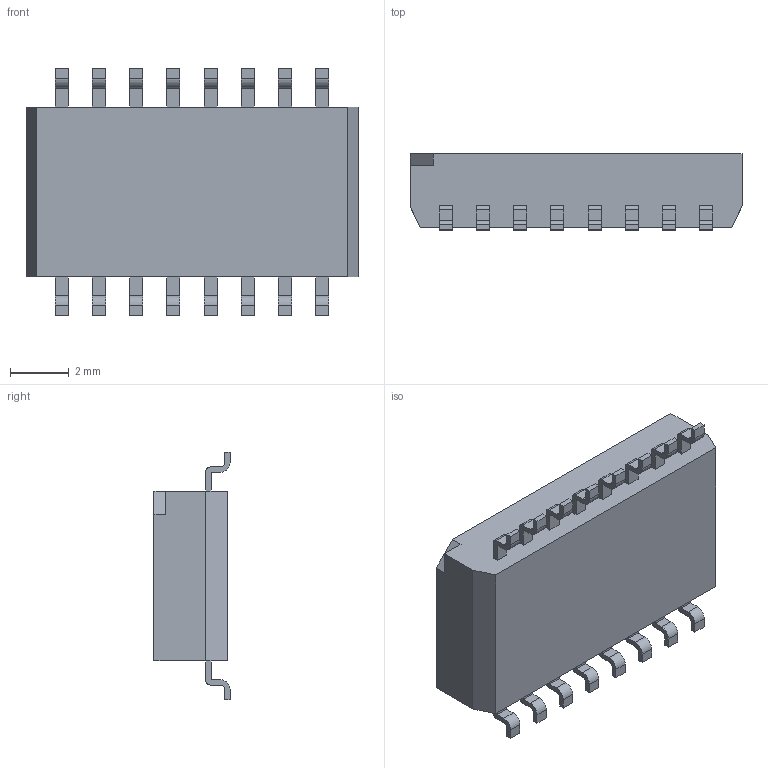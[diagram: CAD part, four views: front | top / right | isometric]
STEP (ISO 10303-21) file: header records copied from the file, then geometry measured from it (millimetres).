
FILE_DESCRIPTION (( 'STEP AP214' ), '1' );
FILE_NAME ('218-8LPST.STEP', '2016-01-25T07:05:54', ( '' ), ( '' ), 'SwSTEP 2.0', 'SolidWorks 2011', '' );
FILE_SCHEMA (( 'AUTOMOTIVE_DESIGN' ));
Length unit declared in the file: millimetre
Products named in the file (1): 218-8LPST
Bounding box: 11.33 x 2.6 x 8.44 mm (x, y, z)
Volume: 158.3 mm3; surface area: 292.7 mm2
Topology: 1 solids, 1 shells, 534 faces, 1415 edges, 938 vertices
Faces by surface type: plane 369, bspline 117, cylinder 48
Entity records: 28388 total; most frequent: CARTESIAN_POINT 10965, ORIENTED_EDGE 2830, DIRECTION 2113, EDGE_CURVE 1415, LINE 1085, VECTOR 1085, VERTEX_POINT 938, EDGE_LOOP 589
